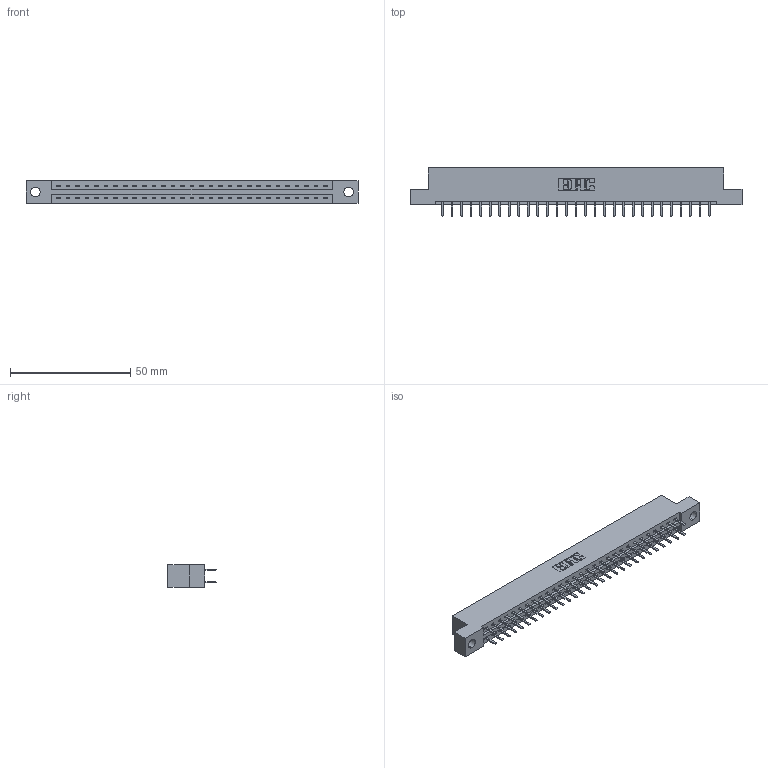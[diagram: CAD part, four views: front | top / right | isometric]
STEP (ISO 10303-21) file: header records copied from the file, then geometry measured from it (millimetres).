
FILE_DESCRIPTION (( 'STEP AP203' ), '1' );
FILE_NAME ('337-058-520-204.STEP', '2018-08-10T04:31:05', ( '' ), ( '' ), 'SwSTEP 2.0', 'SolidWorks 2016', '' );
FILE_SCHEMA (( 'CONFIG_CONTROL_DESIGN' ));
Length unit declared in the file: inch
Products named in the file (3): 337 Part_Flush Mounting Lugs - 0.156 Dia-TH; 345-292-001_345-293-120; 337-058-520-204
Assembly tree (59 placements, depth 2):
  337-058-520-204
    337 Part_Flush Mounting Lugs - 0.156 Dia-TH
    345-292-001_345-293-120  x58
Bounding box: 137.92 x 20.02 x 9.4 mm (x, y, z)
Volume: 14248.9 mm3; surface area: 15706.8 mm2
Topology: 59 solids, 59 shells, 3478 faces, 10113 edges, 6586 vertices
Faces by surface type: plane 2390, cylinder 1088
Entity records: 24283 total; most frequent: CARTESIAN_POINT 4114, ORIENTED_EDGE 4038, DIRECTION 3511, EDGE_CURVE 2019, VECTOR 1887, LINE 1887, VERTEX_POINT 1342, AXIS2_PLACEMENT_3D 812
